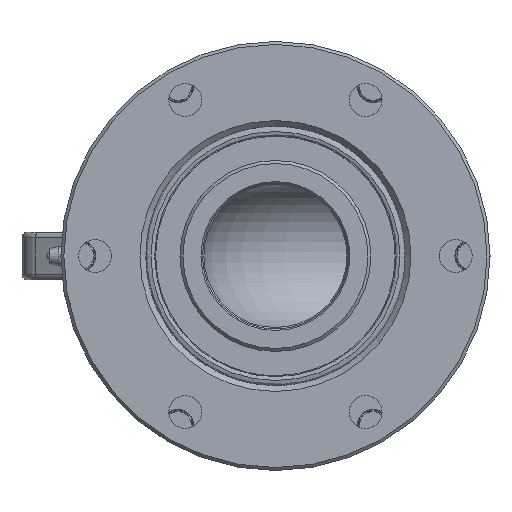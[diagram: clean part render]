
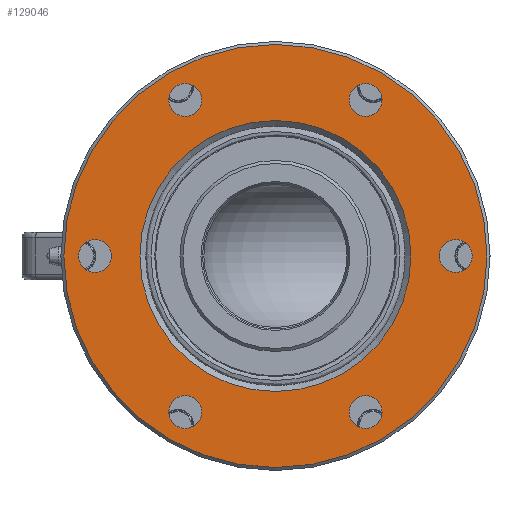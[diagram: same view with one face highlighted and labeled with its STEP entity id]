
A CAD part, left-side view. The second image highlights one B-rep face of the part: STEP entity #129046.
In plain terms, the highlighted planar face has unit normal (-1, 0, 0).
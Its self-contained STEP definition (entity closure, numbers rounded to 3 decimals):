
#2109=CIRCLE('',#135458,112.7);
#2110=CIRCLE('',#135460,72.185);
#2111=CIRCLE('',#135461,8.75);
#2112=CIRCLE('',#135462,8.75);
#2113=CIRCLE('',#135463,8.75);
#2114=CIRCLE('',#135464,8.75);
#2115=CIRCLE('',#135465,8.75);
#2116=CIRCLE('',#135466,8.75);
#2784=FACE_BOUND('',#15054,.T.);
#2785=FACE_BOUND('',#15055,.T.);
#2786=FACE_BOUND('',#15056,.T.);
#2787=FACE_BOUND('',#15057,.T.);
#2788=FACE_BOUND('',#15058,.T.);
#2789=FACE_BOUND('',#15059,.T.);
#2790=FACE_BOUND('',#15060,.T.);
#7979=FACE_OUTER_BOUND('',#15053,.T.);
#15053=EDGE_LOOP('',(#101486));
#15054=EDGE_LOOP('',(#101487));
#15055=EDGE_LOOP('',(#101488));
#15056=EDGE_LOOP('',(#101489));
#15057=EDGE_LOOP('',(#101490));
#15058=EDGE_LOOP('',(#101491));
#15059=EDGE_LOOP('',(#101492));
#15060=EDGE_LOOP('',(#101493));
#55850=VERTEX_POINT('',#203800);
#55851=VERTEX_POINT('',#203804);
#55852=VERTEX_POINT('',#203806);
#55853=VERTEX_POINT('',#203808);
#55854=VERTEX_POINT('',#203810);
#55855=VERTEX_POINT('',#203812);
#55856=VERTEX_POINT('',#203814);
#55857=VERTEX_POINT('',#203816);
#71621=EDGE_CURVE('',#55850,#55850,#2109,.T.);
#71622=EDGE_CURVE('',#55851,#55851,#2110,.T.);
#71623=EDGE_CURVE('',#55852,#55852,#2111,.T.);
#71624=EDGE_CURVE('',#55853,#55853,#2112,.T.);
#71625=EDGE_CURVE('',#55854,#55854,#2113,.T.);
#71626=EDGE_CURVE('',#55855,#55855,#2114,.T.);
#71627=EDGE_CURVE('',#55856,#55856,#2115,.T.);
#71628=EDGE_CURVE('',#55857,#55857,#2116,.T.);
#101486=ORIENTED_EDGE('',*,*,#71621,.F.);
#101487=ORIENTED_EDGE('',*,*,#71622,.T.);
#101488=ORIENTED_EDGE('',*,*,#71623,.T.);
#101489=ORIENTED_EDGE('',*,*,#71624,.T.);
#101490=ORIENTED_EDGE('',*,*,#71625,.T.);
#101491=ORIENTED_EDGE('',*,*,#71626,.T.);
#101492=ORIENTED_EDGE('',*,*,#71627,.T.);
#101493=ORIENTED_EDGE('',*,*,#71628,.T.);
#117734=PLANE('',#135459);
#129046=ADVANCED_FACE('',(#7979,#2784,#2785,#2786,#2787,#2788,#2789,#2790),
#117734,.T.);
#135458=AXIS2_PLACEMENT_3D('',#203802,#155589,#155590);
#135459=AXIS2_PLACEMENT_3D('',#203803,#155591,#155592);
#135460=AXIS2_PLACEMENT_3D('',#203805,#155593,#155594);
#135461=AXIS2_PLACEMENT_3D('',#203807,#155595,#155596);
#135462=AXIS2_PLACEMENT_3D('',#203809,#155597,#155598);
#135463=AXIS2_PLACEMENT_3D('',#203811,#155599,#155600);
#135464=AXIS2_PLACEMENT_3D('',#203813,#155601,#155602);
#135465=AXIS2_PLACEMENT_3D('',#203815,#155603,#155604);
#135466=AXIS2_PLACEMENT_3D('',#203817,#155605,#155606);
#155589=DIRECTION('center_axis',(1.,0.,0.));
#155590=DIRECTION('ref_axis',(0.,-1.,0.));
#155591=DIRECTION('center_axis',(-1.,0.,0.));
#155592=DIRECTION('ref_axis',(0.,0.,
1.));
#155593=DIRECTION('center_axis',(1.,0.,0.));
#155594=DIRECTION('ref_axis',(0.,1.,0.));
#155595=DIRECTION('center_axis',(1.,0.,0.));
#155596=DIRECTION('ref_axis',(0.,0.,
1.));
#155597=DIRECTION('center_axis',(1.,0.,0.));
#155598=DIRECTION('ref_axis',(0.,-0.866,0.5));
#155599=DIRECTION('center_axis',(1.,0.,0.));
#155600=DIRECTION('ref_axis',(0.,-0.866,-0.5));
#155601=DIRECTION('center_axis',(1.,0.,0.));
#155602=DIRECTION('ref_axis',(0.,0.,
-1.));
#155603=DIRECTION('center_axis',(1.,0.,0.));
#155604=DIRECTION('ref_axis',(0.,0.866,-0.5));
#155605=DIRECTION('center_axis',(1.,0.,0.));
#155606=DIRECTION('ref_axis',(0.,0.866,0.5));
#203800=CARTESIAN_POINT('',(-92.14,112.7,0.));
#203802=CARTESIAN_POINT('Origin',(-92.14,0.,0.));
#203803=CARTESIAN_POINT('Origin',(-92.14,114.3,0.));
#203804=CARTESIAN_POINT('',(-92.14,-72.185,0.));
#203805=CARTESIAN_POINT('Origin',(-92.14,0.,0.));
#203806=CARTESIAN_POINT('',(-92.14,96.05,-8.75));
#203807=CARTESIAN_POINT('Origin',(-92.14,96.05,0.));
#203808=CARTESIAN_POINT('',(-92.14,55.603,78.807));
#203809=CARTESIAN_POINT('Origin',(-92.14,48.025,83.182));
#203810=CARTESIAN_POINT('',(-92.14,-40.447,87.557));
#203811=CARTESIAN_POINT('Origin',(-92.14,-48.025,83.182));
#203812=CARTESIAN_POINT('',(-92.14,-96.05,8.75));
#203813=CARTESIAN_POINT('Origin',(-92.14,-96.05,0.));
#203814=CARTESIAN_POINT('',(-92.14,-55.603,-78.807));
#203815=CARTESIAN_POINT('Origin',(-92.14,-48.025,-83.182));
#203816=CARTESIAN_POINT('',(-92.14,40.447,-87.557));
#203817=CARTESIAN_POINT('Origin',(-92.14,48.025,-83.182));
